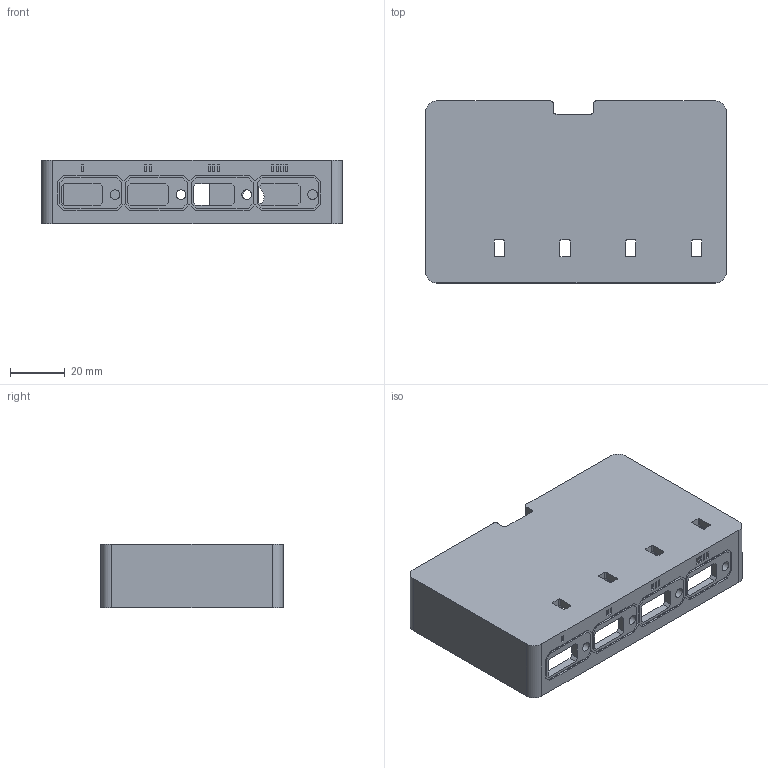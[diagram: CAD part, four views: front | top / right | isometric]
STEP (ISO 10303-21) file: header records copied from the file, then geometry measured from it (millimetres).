
FILE_DESCRIPTION(/* description */ (''),/* implementation_level */ '2;1');
FILE_NAME(/* name */ 'base.step',/* time_stamp */ '2021-10-08T21:47:15-04:00',/* author */ (''),/* organization */ (''),/* preprocessor_version */ 'ST-DEVELOPER v18.1',/* originating_system */ 'Autodesk Translation Framework v10.10.0.1391',/* authorisation */ '');
FILE_SCHEMA (('AUTOMOTIVE_DESIGN { 1 0 10303 214 3 1 1 }'));
Length unit declared in the file: millimetre
Products named in the file (1): smart hub case v2
Bounding box: 109.6 x 66.4 x 23.3 mm (x, y, z)
Volume: 46038.1 mm3; surface area: 29542.4 mm2
Topology: 1 solids, 1 shells, 324 faces, 901 edges, 601 vertices
Faces by surface type: plane 255, cylinder 69
Full cylindrical faces by diameter (mm): 3.4 x4, 3.5 x4, 6.8 x2, 7.8 x1
Entity records: 10391 total; most frequent: CARTESIAN_POINT 1827, ORIENTED_EDGE 1802, DIRECTION 1692, EDGE_CURVE 901, LINE 760, VECTOR 760, VERTEX_POINT 601, AXIS2_PLACEMENT_3D 466
